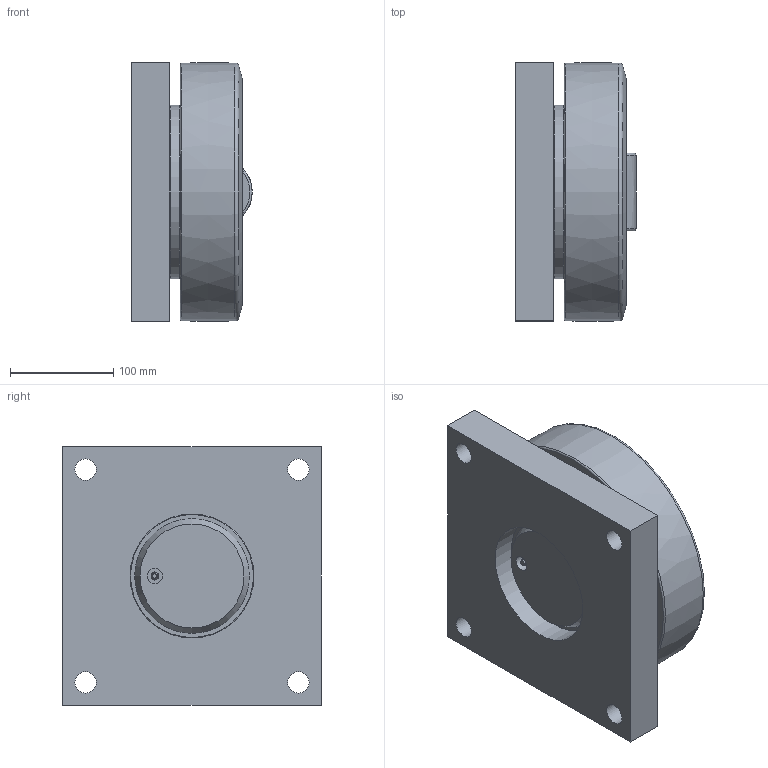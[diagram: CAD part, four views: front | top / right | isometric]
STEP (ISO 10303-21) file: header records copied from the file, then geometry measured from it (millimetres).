
FILE_DESCRIPTION(/* description */ ('-'),/* implementation_level */ '2;1');
FILE_NAME(/* name */ 'ALFATEC_MR250-0610BQ1000.stp',/* time_stamp */ '2021-02-10T08:26:03+01:00',/* author */ ('kstaebler'),/* organization */ (''),/* preprocessor_version */ 'ST-DEVELOPER v18.1',/* originating_system */ 'Autodesk Inventor 2020',/* authorisation */ '');
FILE_SCHEMA (('AUTOMOTIVE_DESIGN { 1 0 10303 214 3 1 1 }'));
Length unit declared in the file: millimetre
Products named in the file (1): MR 250.0610 BQ1000_Kontur
Bounding box: 117 x 250 x 250 mm (x, y, z)
Volume: 4593873.3 mm3; surface area: 451441.8 mm2
Topology: 1 solids, 1 shells, 304 faces, 843 edges, 550 vertices
Faces by surface type: plane 130, cylinder 94, cone 43, torus 26, bspline 6, sphere 5
Full cylindrical faces by diameter (mm): 2.5 x1, 3 x1, 4.917 x1, 10 x6, 10.5 x6, 15 x1, 19.5 x6, 20.752 x4, 111 x1, 120 x1, 155 x3, 168 x3, 181 x2, 182 x3, 198 x1
Entity records: 10512 total; most frequent: CARTESIAN_POINT 2148, DIRECTION 1750, ORIENTED_EDGE 1662, EDGE_CURVE 831, AXIS2_PLACEMENT_3D 686, VERTEX_POINT 550, LINE 378, VECTOR 378
